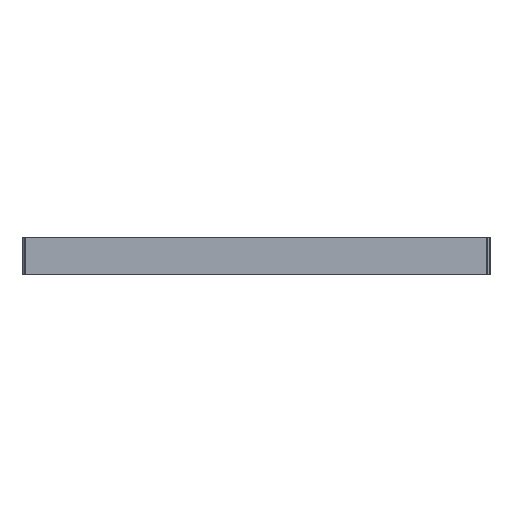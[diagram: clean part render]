
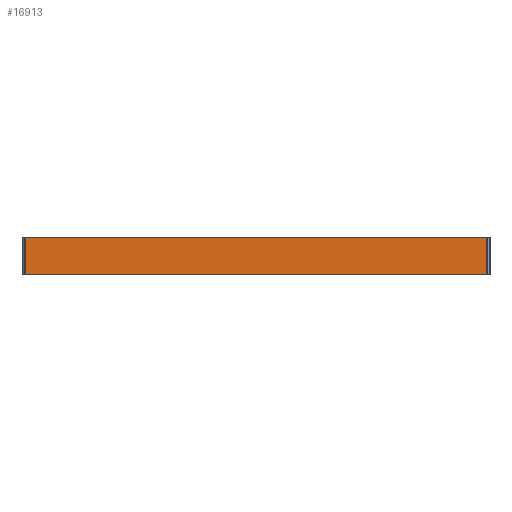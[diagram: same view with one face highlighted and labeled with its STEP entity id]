
A CAD part, left-side view. The second image highlights one B-rep face of the part: STEP entity #16913.
In plain terms, the highlighted planar face has unit normal (-1, 0, 0).
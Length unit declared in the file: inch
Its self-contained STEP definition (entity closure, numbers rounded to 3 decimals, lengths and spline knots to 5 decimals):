
#3066=LINE('',#28674,#3787);
#3081=LINE('',#29407,#3802);
#3099=LINE('',#30143,#3820);
#3100=LINE('',#30145,#3821);
#3787=VECTOR('',#20336,0.3937);
#3802=VECTOR('',#21059,0.3937);
#3820=VECTOR('',#21819,0.3937);
#3821=VECTOR('',#21822,0.3937);
#4501=PLANE('',#18652);
#4950=FACE_OUTER_BOUND('',#6734,.T.);
#6734=EDGE_LOOP('',(#13381,#13382,#13383,#13384));
#8450=VERTEX_POINT('',#28670);
#8452=VERTEX_POINT('',#28673);
#8802=VERTEX_POINT('',#29377);
#8816=VERTEX_POINT('',#29405);
#10070=EDGE_CURVE('',#8450,#8452,#3066,.T.);
#10435=EDGE_CURVE('',#8816,#8802,#3081,.T.);
#10800=EDGE_CURVE('',#8802,#8450,#3099,.T.);
#10801=EDGE_CURVE('',#8452,#8816,#3100,.T.);
#13381=ORIENTED_EDGE('',*,*,#10800,.F.);
#13382=ORIENTED_EDGE('',*,*,#10435,.F.);
#13383=ORIENTED_EDGE('',*,*,#10801,.F.);
#13384=ORIENTED_EDGE('',*,*,#10070,.F.);
#16913=ADVANCED_FACE('',(#4950),#4501,.T.);
#18652=AXIS2_PLACEMENT_3D('',#30144,#21820,#21821);
#20336=DIRECTION('',(0.,-1.,0.));
#21059=DIRECTION('',(0.,1.,0.));
#21819=DIRECTION('',(0.,0.,1.));
#21820=DIRECTION('center_axis',(-1.,0.,0.));
#21821=DIRECTION('ref_axis',(0.,-1.,0.));
#21822=DIRECTION('',(0.,0.,-1.));
#28670=CARTESIAN_POINT('',(-12.,5.03483,3.95));
#28673=CARTESIAN_POINT('',(-12.,-6.79861,3.95));
#28674=CARTESIAN_POINT('',(-12.,-6.88189,3.95));
#29377=CARTESIAN_POINT('',(-12.,5.03483,3.));
#29405=CARTESIAN_POINT('',(-12.,-6.79861,3.));
#29407=CARTESIAN_POINT('',(-12.,-6.88189,3.));
#30143=CARTESIAN_POINT('',(-12.,5.03483,3.));
#30144=CARTESIAN_POINT('Origin',(-12.,5.11811,3.));
#30145=CARTESIAN_POINT('',(-12.,-6.79861,3.));
